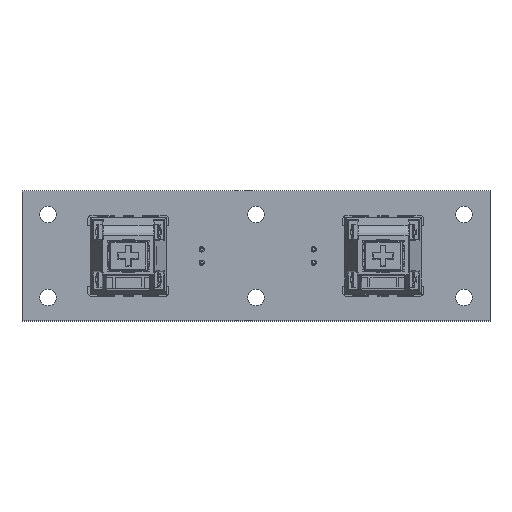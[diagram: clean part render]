
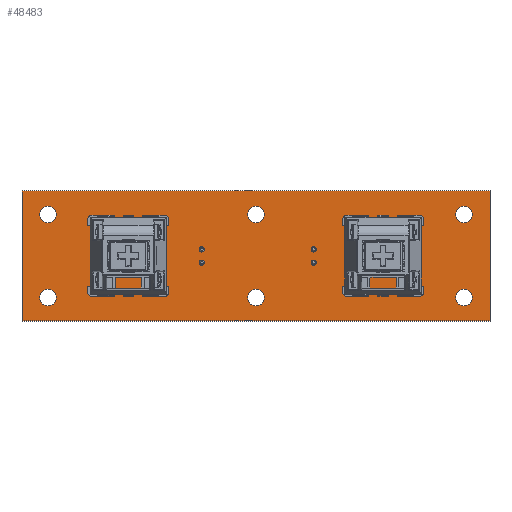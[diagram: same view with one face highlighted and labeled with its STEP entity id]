
A CAD part, top view. The second image highlights one B-rep face of the part: STEP entity #48483.
In plain terms, the highlighted planar face has unit normal (0, 0, 1).
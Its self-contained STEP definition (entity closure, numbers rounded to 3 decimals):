
#48151 = VERTEX_POINT('',#48152);
#48152 = CARTESIAN_POINT('',(187.,-101.49,1.6));
#48158 = EDGE_CURVE('',#48151,#48159,#48161,.T.);
#48159 = VERTEX_POINT('',#48160);
#48160 = CARTESIAN_POINT('',(97.,-101.49,1.6));
#48161 = LINE('',#48162,#48163);
#48162 = CARTESIAN_POINT('',(187.,-101.49,1.6));
#48163 = VECTOR('',#48164,1.);
#48164 = DIRECTION('',(-1.,0.,0.));
#48191 = VERTEX_POINT('',#48192);
#48192 = CARTESIAN_POINT('',(187.,-76.49,1.6));
#48198 = EDGE_CURVE('',#48191,#48151,#48199,.T.);
#48199 = LINE('',#48200,#48201);
#48200 = CARTESIAN_POINT('',(187.,-76.49,1.6));
#48201 = VECTOR('',#48202,1.);
#48202 = DIRECTION('',(0.,-1.,0.));
#48220 = EDGE_CURVE('',#48159,#48221,#48223,.T.);
#48221 = VERTEX_POINT('',#48222);
#48222 = CARTESIAN_POINT('',(97.,-76.49,1.6));
#48223 = LINE('',#48224,#48225);
#48224 = CARTESIAN_POINT('',(97.,-101.49,1.6));
#48225 = VECTOR('',#48226,1.);
#48226 = DIRECTION('',(0.,1.,0.));
#48483 = ADVANCED_FACE('',(#48484,#48495,#48506,#48517,#48528,#48539,
    #48550,#48561,#48572,#48583,#48594,#48605,#48616,#48627,#48638,
    #48649,#48660,#48671,#48682,#48693,#48704),#48715,.T.);
#48484 = FACE_BOUND('',#48485,.T.);
#48485 = EDGE_LOOP('',(#48486,#48487,#48488,#48494));
#48486 = ORIENTED_EDGE('',*,*,#48158,.F.);
#48487 = ORIENTED_EDGE('',*,*,#48198,.F.);
#48488 = ORIENTED_EDGE('',*,*,#48489,.F.);
#48489 = EDGE_CURVE('',#48221,#48191,#48490,.T.);
#48490 = LINE('',#48491,#48492);
#48491 = CARTESIAN_POINT('',(97.,-76.49,1.6));
#48492 = VECTOR('',#48493,1.);
#48493 = DIRECTION('',(1.,0.,0.));
#48494 = ORIENTED_EDGE('',*,*,#48220,.F.);
#48495 = FACE_BOUND('',#48496,.T.);
#48496 = EDGE_LOOP('',(#48497));
#48497 = ORIENTED_EDGE('',*,*,#48498,.T.);
#48498 = EDGE_CURVE('',#48499,#48499,#48501,.T.);
#48499 = VERTEX_POINT('',#48500);
#48500 = CARTESIAN_POINT('',(102.,-98.6,1.6));
#48501 = CIRCLE('',#48502,1.6);
#48502 = AXIS2_PLACEMENT_3D('',#48503,#48504,#48505);
#48503 = CARTESIAN_POINT('',(102.,-97.,1.6));
#48504 = DIRECTION('',(-0.,0.,-1.));
#48505 = DIRECTION('',(-0.,-1.,0.));
#48506 = FACE_BOUND('',#48507,.T.);
#48507 = EDGE_LOOP('',(#48508));
#48508 = ORIENTED_EDGE('',*,*,#48509,.T.);
#48509 = EDGE_CURVE('',#48510,#48510,#48512,.T.);
#48510 = VERTEX_POINT('',#48511);
#48511 = CARTESIAN_POINT('',(117.46,-91.,1.6));
#48512 = CIRCLE('',#48513,2.);
#48513 = AXIS2_PLACEMENT_3D('',#48514,#48515,#48516);
#48514 = CARTESIAN_POINT('',(117.46,-89.,1.6));
#48515 = DIRECTION('',(-0.,0.,-1.));
#48516 = DIRECTION('',(-0.,-1.,0.));
#48517 = FACE_BOUND('',#48518,.T.);
#48518 = EDGE_LOOP('',(#48519));
#48519 = ORIENTED_EDGE('',*,*,#48520,.T.);
#48520 = EDGE_CURVE('',#48521,#48521,#48523,.T.);
#48521 = VERTEX_POINT('',#48522);
#48522 = CARTESIAN_POINT('',(131.59,-90.765,1.6));
#48523 = CIRCLE('',#48524,0.5);
#48524 = AXIS2_PLACEMENT_3D('',#48525,#48526,#48527);
#48525 = CARTESIAN_POINT('',(131.59,-90.265,1.6));
#48526 = DIRECTION('',(-0.,0.,-1.));
#48527 = DIRECTION('',(-0.,-1.,0.));
#48528 = FACE_BOUND('',#48529,.T.);
#48529 = EDGE_LOOP('',(#48530));
#48530 = ORIENTED_EDGE('',*,*,#48531,.T.);
#48531 = EDGE_CURVE('',#48532,#48532,#48534,.T.);
#48532 = VERTEX_POINT('',#48533);
#48533 = CARTESIAN_POINT('',(142.,-98.6,1.6));
#48534 = CIRCLE('',#48535,1.6);
#48535 = AXIS2_PLACEMENT_3D('',#48536,#48537,#48538);
#48536 = CARTESIAN_POINT('',(142.,-97.,1.6));
#48537 = DIRECTION('',(-0.,0.,-1.));
#48538 = DIRECTION('',(-0.,-1.,0.));
#48539 = FACE_BOUND('',#48540,.T.);
#48540 = EDGE_LOOP('',(#48541));
#48541 = ORIENTED_EDGE('',*,*,#48542,.T.);
#48542 = EDGE_CURVE('',#48543,#48543,#48545,.T.);
#48543 = VERTEX_POINT('',#48544);
#48544 = CARTESIAN_POINT('',(182.,-98.6,1.6));
#48545 = CIRCLE('',#48546,1.6);
#48546 = AXIS2_PLACEMENT_3D('',#48547,#48548,#48549);
#48547 = CARTESIAN_POINT('',(182.,-97.,1.6));
#48548 = DIRECTION('',(-0.,0.,-1.));
#48549 = DIRECTION('',(-0.,-1.,0.));
#48550 = FACE_BOUND('',#48551,.T.);
#48551 = EDGE_LOOP('',(#48552));
#48552 = ORIENTED_EDGE('',*,*,#48553,.T.);
#48553 = EDGE_CURVE('',#48554,#48554,#48556,.T.);
#48554 = VERTEX_POINT('',#48555);
#48555 = CARTESIAN_POINT('',(153.09,-90.765,1.6));
#48556 = CIRCLE('',#48557,0.5);
#48557 = AXIS2_PLACEMENT_3D('',#48558,#48559,#48560);
#48558 = CARTESIAN_POINT('',(153.09,-90.265,1.6));
#48559 = DIRECTION('',(-0.,0.,-1.));
#48560 = DIRECTION('',(-0.,-1.,0.));
#48561 = FACE_BOUND('',#48562,.T.);
#48562 = EDGE_LOOP('',(#48563));
#48563 = ORIENTED_EDGE('',*,*,#48564,.T.);
#48564 = EDGE_CURVE('',#48565,#48565,#48567,.T.);
#48565 = VERTEX_POINT('',#48566);
#48566 = CARTESIAN_POINT('',(166.46,-91.,1.6));
#48567 = CIRCLE('',#48568,2.);
#48568 = AXIS2_PLACEMENT_3D('',#48569,#48570,#48571);
#48569 = CARTESIAN_POINT('',(166.46,-89.,1.6));
#48570 = DIRECTION('',(-0.,0.,-1.));
#48571 = DIRECTION('',(-0.,-1.,0.));
#48572 = FACE_BOUND('',#48573,.T.);
#48573 = EDGE_LOOP('',(#48574));
#48574 = ORIENTED_EDGE('',*,*,#48575,.T.);
#48575 = EDGE_CURVE('',#48576,#48576,#48578,.T.);
#48576 = VERTEX_POINT('',#48577);
#48577 = CARTESIAN_POINT('',(171.54,-89.85,1.6));
#48578 = CIRCLE('',#48579,0.85);
#48579 = AXIS2_PLACEMENT_3D('',#48580,#48581,#48582);
#48580 = CARTESIAN_POINT('',(171.54,-89.,1.6));
#48581 = DIRECTION('',(-0.,0.,-1.));
#48582 = DIRECTION('',(-0.,-1.,0.));
#48583 = FACE_BOUND('',#48584,.T.);
#48584 = EDGE_LOOP('',(#48585));
#48585 = ORIENTED_EDGE('',*,*,#48586,.T.);
#48586 = EDGE_CURVE('',#48587,#48587,#48589,.T.);
#48587 = VERTEX_POINT('',#48588);
#48588 = CARTESIAN_POINT('',(112.38,-89.85,1.6));
#48589 = CIRCLE('',#48590,0.85);
#48590 = AXIS2_PLACEMENT_3D('',#48591,#48592,#48593);
#48591 = CARTESIAN_POINT('',(112.38,-89.,1.6));
#48592 = DIRECTION('',(-0.,0.,-1.));
#48593 = DIRECTION('',(-0.,-1.,0.));
#48594 = FACE_BOUND('',#48595,.T.);
#48595 = EDGE_LOOP('',(#48596));
#48596 = ORIENTED_EDGE('',*,*,#48597,.T.);
#48597 = EDGE_CURVE('',#48598,#48598,#48600,.T.);
#48598 = VERTEX_POINT('',#48599);
#48599 = CARTESIAN_POINT('',(113.65,-87.21,1.6));
#48600 = CIRCLE('',#48601,0.75);
#48601 = AXIS2_PLACEMENT_3D('',#48602,#48603,#48604);
#48602 = CARTESIAN_POINT('',(113.65,-86.46,1.6));
#48603 = DIRECTION('',(-0.,0.,-1.));
#48604 = DIRECTION('',(-0.,-1.,0.));
#48605 = FACE_BOUND('',#48606,.T.);
#48606 = EDGE_LOOP('',(#48607));
#48607 = ORIENTED_EDGE('',*,*,#48608,.T.);
#48608 = EDGE_CURVE('',#48609,#48609,#48611,.T.);
#48609 = VERTEX_POINT('',#48610);
#48610 = CARTESIAN_POINT('',(122.54,-89.85,1.6));
#48611 = CIRCLE('',#48612,0.85);
#48612 = AXIS2_PLACEMENT_3D('',#48613,#48614,#48615);
#48613 = CARTESIAN_POINT('',(122.54,-89.,1.6));
#48614 = DIRECTION('',(-0.,0.,-1.));
#48615 = DIRECTION('',(0.,-1.,-0.));
#48616 = FACE_BOUND('',#48617,.T.);
#48617 = EDGE_LOOP('',(#48618));
#48618 = ORIENTED_EDGE('',*,*,#48619,.T.);
#48619 = EDGE_CURVE('',#48620,#48620,#48622,.T.);
#48620 = VERTEX_POINT('',#48621);
#48621 = CARTESIAN_POINT('',(131.59,-88.225,1.6));
#48622 = CIRCLE('',#48623,0.5);
#48623 = AXIS2_PLACEMENT_3D('',#48624,#48625,#48626);
#48624 = CARTESIAN_POINT('',(131.59,-87.725,1.6));
#48625 = DIRECTION('',(-0.,0.,-1.));
#48626 = DIRECTION('',(-0.,-1.,0.));
#48627 = FACE_BOUND('',#48628,.T.);
#48628 = EDGE_LOOP('',(#48629));
#48629 = ORIENTED_EDGE('',*,*,#48630,.T.);
#48630 = EDGE_CURVE('',#48631,#48631,#48633,.T.);
#48631 = VERTEX_POINT('',#48632);
#48632 = CARTESIAN_POINT('',(120.,-84.67,1.6));
#48633 = CIRCLE('',#48634,0.75);
#48634 = AXIS2_PLACEMENT_3D('',#48635,#48636,#48637);
#48635 = CARTESIAN_POINT('',(120.,-83.92,1.6));
#48636 = DIRECTION('',(-0.,0.,-1.));
#48637 = DIRECTION('',(-0.,-1.,0.));
#48638 = FACE_BOUND('',#48639,.T.);
#48639 = EDGE_LOOP('',(#48640));
#48640 = ORIENTED_EDGE('',*,*,#48641,.T.);
#48641 = EDGE_CURVE('',#48642,#48642,#48644,.T.);
#48642 = VERTEX_POINT('',#48643);
#48643 = CARTESIAN_POINT('',(102.,-82.6,1.6));
#48644 = CIRCLE('',#48645,1.6);
#48645 = AXIS2_PLACEMENT_3D('',#48646,#48647,#48648);
#48646 = CARTESIAN_POINT('',(102.,-81.,1.6));
#48647 = DIRECTION('',(-0.,0.,-1.));
#48648 = DIRECTION('',(-0.,-1.,0.));
#48649 = FACE_BOUND('',#48650,.T.);
#48650 = EDGE_LOOP('',(#48651));
#48651 = ORIENTED_EDGE('',*,*,#48652,.T.);
#48652 = EDGE_CURVE('',#48653,#48653,#48655,.T.);
#48653 = VERTEX_POINT('',#48654);
#48654 = CARTESIAN_POINT('',(161.38,-89.85,1.6));
#48655 = CIRCLE('',#48656,0.85);
#48656 = AXIS2_PLACEMENT_3D('',#48657,#48658,#48659);
#48657 = CARTESIAN_POINT('',(161.38,-89.,1.6));
#48658 = DIRECTION('',(-0.,0.,-1.));
#48659 = DIRECTION('',(-0.,-1.,0.));
#48660 = FACE_BOUND('',#48661,.T.);
#48661 = EDGE_LOOP('',(#48662));
#48662 = ORIENTED_EDGE('',*,*,#48663,.T.);
#48663 = EDGE_CURVE('',#48664,#48664,#48666,.T.);
#48664 = VERTEX_POINT('',#48665);
#48665 = CARTESIAN_POINT('',(153.09,-88.225,1.6));
#48666 = CIRCLE('',#48667,0.5);
#48667 = AXIS2_PLACEMENT_3D('',#48668,#48669,#48670);
#48668 = CARTESIAN_POINT('',(153.09,-87.725,1.6));
#48669 = DIRECTION('',(-0.,0.,-1.));
#48670 = DIRECTION('',(-0.,-1.,0.));
#48671 = FACE_BOUND('',#48672,.T.);
#48672 = EDGE_LOOP('',(#48673));
#48673 = ORIENTED_EDGE('',*,*,#48674,.T.);
#48674 = EDGE_CURVE('',#48675,#48675,#48677,.T.);
#48675 = VERTEX_POINT('',#48676);
#48676 = CARTESIAN_POINT('',(162.65,-87.21,1.6));
#48677 = CIRCLE('',#48678,0.75);
#48678 = AXIS2_PLACEMENT_3D('',#48679,#48680,#48681);
#48679 = CARTESIAN_POINT('',(162.65,-86.46,1.6));
#48680 = DIRECTION('',(-0.,0.,-1.));
#48681 = DIRECTION('',(-0.,-1.,0.));
#48682 = FACE_BOUND('',#48683,.T.);
#48683 = EDGE_LOOP('',(#48684));
#48684 = ORIENTED_EDGE('',*,*,#48685,.T.);
#48685 = EDGE_CURVE('',#48686,#48686,#48688,.T.);
#48686 = VERTEX_POINT('',#48687);
#48687 = CARTESIAN_POINT('',(142.,-82.6,1.6));
#48688 = CIRCLE('',#48689,1.6);
#48689 = AXIS2_PLACEMENT_3D('',#48690,#48691,#48692);
#48690 = CARTESIAN_POINT('',(142.,-81.,1.6));
#48691 = DIRECTION('',(-0.,0.,-1.));
#48692 = DIRECTION('',(-0.,-1.,0.));
#48693 = FACE_BOUND('',#48694,.T.);
#48694 = EDGE_LOOP('',(#48695));
#48695 = ORIENTED_EDGE('',*,*,#48696,.T.);
#48696 = EDGE_CURVE('',#48697,#48697,#48699,.T.);
#48697 = VERTEX_POINT('',#48698);
#48698 = CARTESIAN_POINT('',(169.,-84.67,1.6));
#48699 = CIRCLE('',#48700,0.75);
#48700 = AXIS2_PLACEMENT_3D('',#48701,#48702,#48703);
#48701 = CARTESIAN_POINT('',(169.,-83.92,1.6));
#48702 = DIRECTION('',(-0.,0.,-1.));
#48703 = DIRECTION('',(-0.,-1.,0.));
#48704 = FACE_BOUND('',#48705,.T.);
#48705 = EDGE_LOOP('',(#48706));
#48706 = ORIENTED_EDGE('',*,*,#48707,.T.);
#48707 = EDGE_CURVE('',#48708,#48708,#48710,.T.);
#48708 = VERTEX_POINT('',#48709);
#48709 = CARTESIAN_POINT('',(182.,-82.6,1.6));
#48710 = CIRCLE('',#48711,1.6);
#48711 = AXIS2_PLACEMENT_3D('',#48712,#48713,#48714);
#48712 = CARTESIAN_POINT('',(182.,-81.,1.6));
#48713 = DIRECTION('',(-0.,0.,-1.));
#48714 = DIRECTION('',(-0.,-1.,0.));
#48715 = PLANE('',#48716);
#48716 = AXIS2_PLACEMENT_3D('',#48717,#48718,#48719);
#48717 = CARTESIAN_POINT('',(0.,0.,1.6));
#48718 = DIRECTION('',(0.,0.,1.));
#48719 = DIRECTION('',(1.,0.,-0.));
